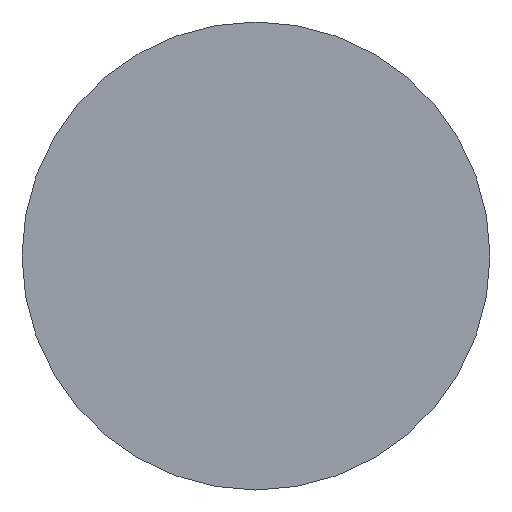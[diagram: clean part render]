
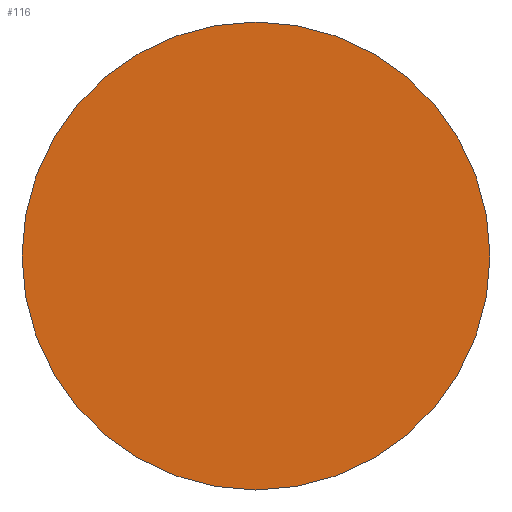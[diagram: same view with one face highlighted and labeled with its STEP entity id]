
A CAD part, left-side view. The second image highlights one B-rep face of the part: STEP entity #116.
In plain terms, the highlighted planar face has unit normal (-1, 0, 0).
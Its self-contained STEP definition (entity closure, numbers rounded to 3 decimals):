
#97=FACE_OUTER_BOUND('',#165,.T.);
#101=PLANE('',#259);
#116=ADVANCED_FACE('',(#97),#101,.T.);
#165=EDGE_LOOP('',(#191));
#191=ORIENTED_EDGE('',*,*,#225,.T.);
#211=VERTEX_POINT('',#383);
#225=EDGE_CURVE('',#211,#211,#238,.T.);
#238=CIRCLE('',#258,9.5);
#258=AXIS2_PLACEMENT_3D('',#382,#300,#301);
#259=AXIS2_PLACEMENT_3D('',#384,#302,#303);
#300=DIRECTION('',(-1.,0.,0.));
#301=DIRECTION('',(0.,1.,0.));
#302=DIRECTION('',(-1.,0.,0.));
#303=DIRECTION('',(0.,1.,0.));
#382=CARTESIAN_POINT('',(0.,0.,0.));
#383=CARTESIAN_POINT('',(0.,9.5,0.));
#384=CARTESIAN_POINT('',(0.,-10.45,10.45));
